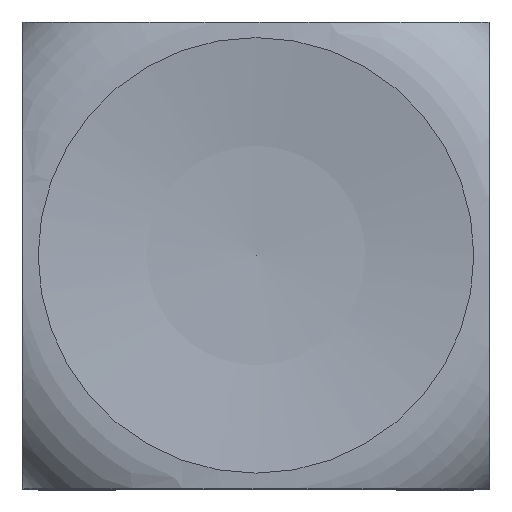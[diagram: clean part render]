
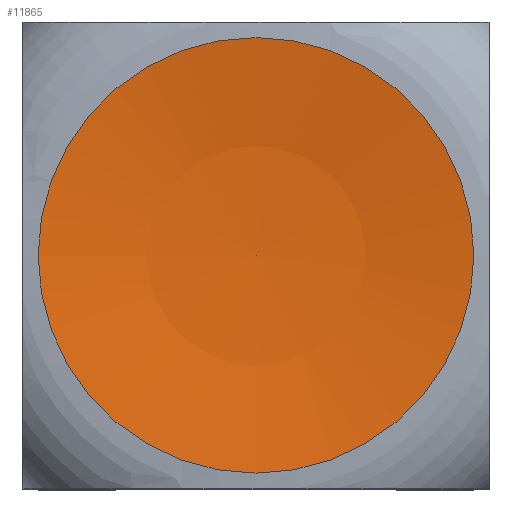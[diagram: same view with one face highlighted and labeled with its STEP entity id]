
A CAD part, top view. The second image highlights one B-rep face of the part: STEP entity #11865.
In plain terms, the highlighted spherical face has radius 41.133 mm.
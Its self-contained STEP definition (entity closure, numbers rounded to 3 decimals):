
#11277 = EDGE_CURVE('',#11278,#11280,#11282,.T.);
#11278 = VERTEX_POINT('',#11279);
#11279 = CARTESIAN_POINT('',(7.,0.,23.));
#11280 = VERTEX_POINT('',#11281);
#11281 = CARTESIAN_POINT('',(0.,-7.,23.));
#11282 = CIRCLE('',#11283,7.);
#11283 = AXIS2_PLACEMENT_3D('',#11284,#11285,#11286);
#11284 = CARTESIAN_POINT('',(0.,0.,23.));
#11285 = DIRECTION('',(0.,0.,1.));
#11286 = DIRECTION('',(1.,0.,0.));
#11337 = EDGE_CURVE('',#11280,#11278,#11338,.T.);
#11338 = CIRCLE('',#11339,7.);
#11339 = AXIS2_PLACEMENT_3D('',#11340,#11341,#11342);
#11340 = CARTESIAN_POINT('',(0.,0.,23.));
#11341 = DIRECTION('',(0.,0.,1.));
#11342 = DIRECTION('',(1.,0.,0.));
#11865 = ADVANCED_FACE('',(#11866),#11881,.F.);
#11866 = FACE_BOUND('',#11867,.F.);
#11867 = EDGE_LOOP('',(#11868,#11869,#11879,#11880));
#11868 = ORIENTED_EDGE('',*,*,#11337,.F.);
#11869 = ORIENTED_EDGE('',*,*,#11870,.T.);
#11870 = EDGE_CURVE('',#11280,#11871,#11873,.T.);
#11871 = VERTEX_POINT('',#11872);
#11872 = CARTESIAN_POINT('',(0.,0.,22.4));
#11873 = B_SPLINE_CURVE_WITH_KNOTS('',4,(#11874,#11875,#11876,#11877,
    #11878),.UNSPECIFIED.,.F.,.F.,(5,5),(1.4,1.571),
  .PIECEWISE_BEZIER_KNOTS.);
#11874 = CARTESIAN_POINT('',(0.,-7.,23.));
#11875 = CARTESIAN_POINT('',(0.,-5.267,
    22.701));
#11876 = CARTESIAN_POINT('',(0.,-3.517,
    22.5));
#11877 = CARTESIAN_POINT('',(0.,-1.759,22.4));
#11878 = CARTESIAN_POINT('',(0.,0.,22.4));
#11879 = ORIENTED_EDGE('',*,*,#11870,.F.);
#11880 = ORIENTED_EDGE('',*,*,#11277,.F.);
#11881 = SPHERICAL_SURFACE('',#11882,41.133);
#11882 = AXIS2_PLACEMENT_3D('',#11883,#11884,#11885);
#11883 = CARTESIAN_POINT('',(0.,0.,
    63.533));
#11884 = DIRECTION('',(0.,0.,-1.));
#11885 = DIRECTION('',(0.,-1.,-0.));
